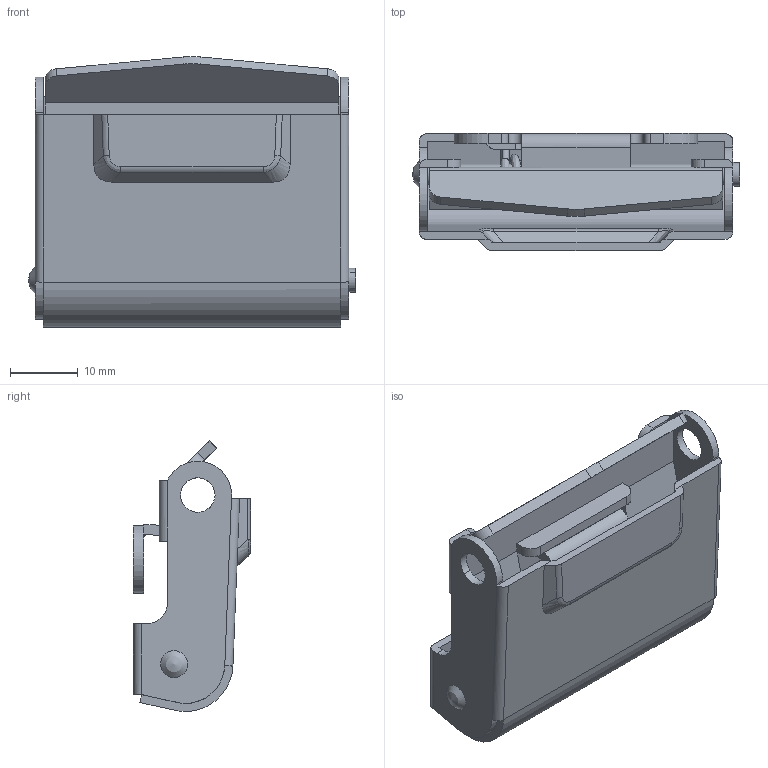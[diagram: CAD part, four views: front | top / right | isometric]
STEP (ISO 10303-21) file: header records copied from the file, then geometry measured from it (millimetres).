
FILE_DESCRIPTION((''),'2;1');
FILE_NAME('','2006-01-16T15:57:02',(''),(''),'','CADfix','');
FILE_SCHEMA(('AUTOMOTIVE_DESIGN'));
Length unit declared in the file: millimetre
Products named in the file (6): spring; shaft; lever; keeper; base; TL_296_2_32155_36
Assembly tree (5 placements, depth 2):
  TL_296_2_32155_36
    spring
    shaft
    lever
    keeper
    base
Bounding box: 48.4 x 17.3 x 40.05 mm (x, y, z)
Volume: 6706.4 mm3; surface area: 11392.5 mm2
Topology: 5 solids, 5 shells, 189 faces, 611 edges, 432 vertices
Faces by surface type: bspline 189
Entity records: 11710 total; most frequent: CARTESIAN_POINT 7983, ORIENTED_EDGE 1222, EDGE_CURVE 611, VERTEX_POINT 432, QUASI_UNIFORM_CURVE 307, B_SPLINE_CURVE_WITH_KNOTS 290, EDGE_LOOP 207, FACE_OUTER_BOUND 189
